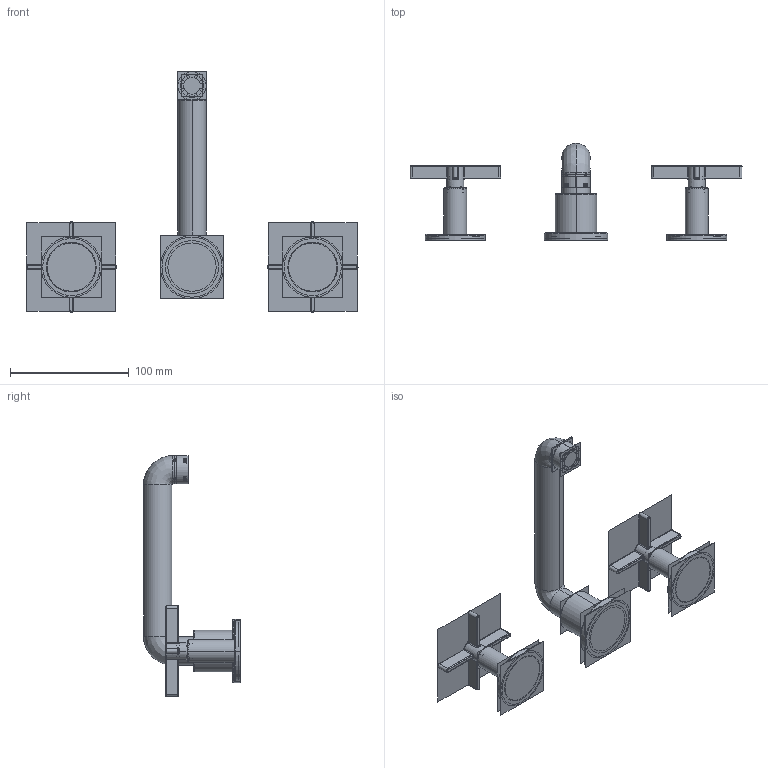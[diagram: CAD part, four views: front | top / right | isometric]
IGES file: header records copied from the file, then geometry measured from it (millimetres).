
Start section:  PTC IGES file: 3330_asm.igs
Global section: file name: 3330_asm.igs; native system: Creo Parametric by PTC Inc.; preprocessor: 2018400; author: jinson.thomas; organization: Unknown; date: 20200915.100457; units: inch
Bounding box: 279.4 x 81.57 x 202.6 mm (x, y, z)
Volume: 273961 mm3; surface area: 1269356 mm2
Topology: 11 solids, 11 shells, 1610 faces, 9658 edges, 13358 vertices
Faces by surface type: revolution 976, bspline 634
